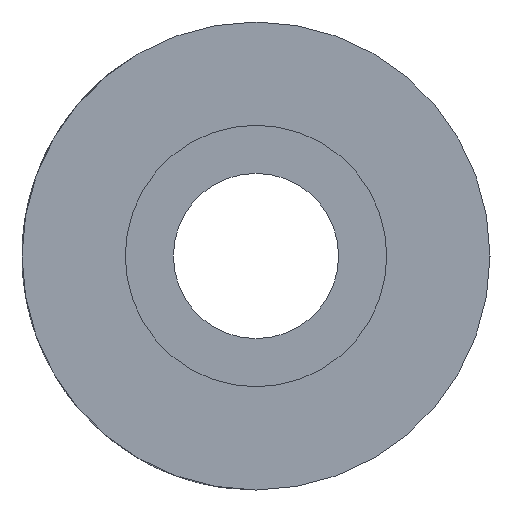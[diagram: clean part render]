
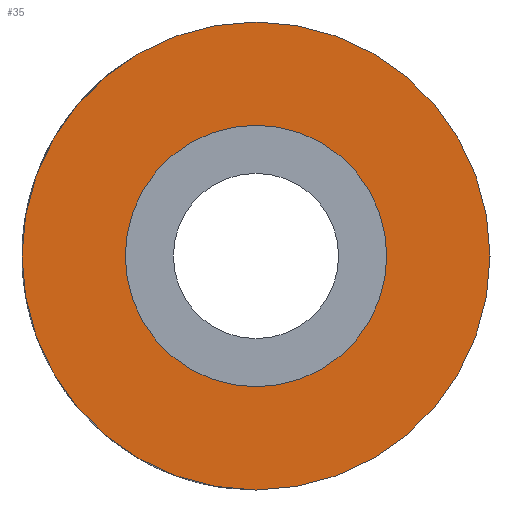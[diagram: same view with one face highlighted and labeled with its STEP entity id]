
A CAD part, left-side view. The second image highlights one B-rep face of the part: STEP entity #35.
In plain terms, the highlighted planar face has unit normal (-1, 0, 0).
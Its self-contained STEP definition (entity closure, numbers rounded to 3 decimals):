
#35 = ADVANCED_FACE ( 'NONE', ( #1473, #4373 ), #7929, .F. ) ;
#425 = EDGE_CURVE ( 'NONE', #8251, #2036, #8133, .T. ) ;
#916 = CARTESIAN_POINT ( 'NONE',  ( 0., 0., 0. ) ) ;
#1263 = CARTESIAN_POINT ( 'NONE',  ( 0., 0., 0. ) ) ;
#1309 = DIRECTION ( 'NONE',  ( 0., 0., -1. ) ) ;
#1318 = VERTEX_POINT ( 'NONE', #8765 ) ;
#1391 = CARTESIAN_POINT ( 'NONE',  ( 0., 0., 0. ) ) ;
#1473 = FACE_BOUND ( 'NONE', #3480, .T. ) ;
#1966 = CIRCLE ( 'NONE', #8896, 8.5 ) ;
#2036 = VERTEX_POINT ( 'NONE', #9052 ) ;
#2184 = ORIENTED_EDGE ( 'NONE', *, *, #7532, .T. ) ;
#2214 = DIRECTION ( 'NONE',  ( -1., 0., 0. ) ) ;
#2837 = AXIS2_PLACEMENT_3D ( 'NONE', #8220, #6007, #8179 ) ;
#2856 = DIRECTION ( 'NONE',  ( 1., 0., 0. ) ) ;
#2897 = DIRECTION ( 'NONE',  ( 0., 0., -1. ) ) ;
#3480 = EDGE_LOOP ( 'NONE', ( #6372, #6325 ) ) ;
#4373 = FACE_OUTER_BOUND ( 'NONE', #7572, .T. ) ;
#4604 = CIRCLE ( 'NONE', #2837, 4.75 ) ;
#5069 = CARTESIAN_POINT ( 'NONE',  ( 0., 0., 0. ) ) ;
#5212 = CARTESIAN_POINT ( 'NONE',  ( 0., 0., 8.5 ) ) ;
#5363 = AXIS2_PLACEMENT_3D ( 'NONE', #1391, #6371, #8583 ) ;
#5766 = DIRECTION ( 'NONE',  ( 0., 0., 1. ) ) ;
#6007 = DIRECTION ( 'NONE',  ( -1., 0., 0. ) ) ;
#6257 = DIRECTION ( 'NONE',  ( -1., 0., 0. ) ) ;
#6325 = ORIENTED_EDGE ( 'NONE', *, *, #6508, .F. ) ;
#6371 = DIRECTION ( 'NONE',  ( -1., 0., 0. ) ) ;
#6372 = ORIENTED_EDGE ( 'NONE', *, *, #425, .F. ) ;
#6508 = EDGE_CURVE ( 'NONE', #2036, #8251, #4604, .T. ) ;
#7087 = CARTESIAN_POINT ( 'NONE',  ( 0., 0., 4.75 ) ) ;
#7422 = CIRCLE ( 'NONE', #5363, 8.5 ) ;
#7532 = EDGE_CURVE ( 'NONE', #7802, #1318, #7422, .T. ) ;
#7572 = EDGE_LOOP ( 'NONE', ( #2184, #8077 ) ) ;
#7772 = EDGE_CURVE ( 'NONE', #1318, #7802, #1966, .T. ) ;
#7802 = VERTEX_POINT ( 'NONE', #5212 ) ;
#7929 = PLANE ( 'NONE',  #8286 ) ;
#8077 = ORIENTED_EDGE ( 'NONE', *, *, #7772, .T. ) ;
#8133 = CIRCLE ( 'NONE', #8435, 4.75 ) ;
#8179 = DIRECTION ( 'NONE',  ( 0., 0., -1. ) ) ;
#8220 = CARTESIAN_POINT ( 'NONE',  ( 0., 0., 0. ) ) ;
#8251 = VERTEX_POINT ( 'NONE', #7087 ) ;
#8286 = AXIS2_PLACEMENT_3D ( 'NONE', #5069, #2856, #2897 ) ;
#8435 = AXIS2_PLACEMENT_3D ( 'NONE', #1263, #6257, #1309 ) ;
#8583 = DIRECTION ( 'NONE',  ( 0., 0., 1. ) ) ;
#8765 = CARTESIAN_POINT ( 'NONE',  ( 0., 0., -8.5 ) ) ;
#8896 = AXIS2_PLACEMENT_3D ( 'NONE', #916, #2214, #5766 ) ;
#9052 = CARTESIAN_POINT ( 'NONE',  ( 0., 0., -4.75 ) ) ;
